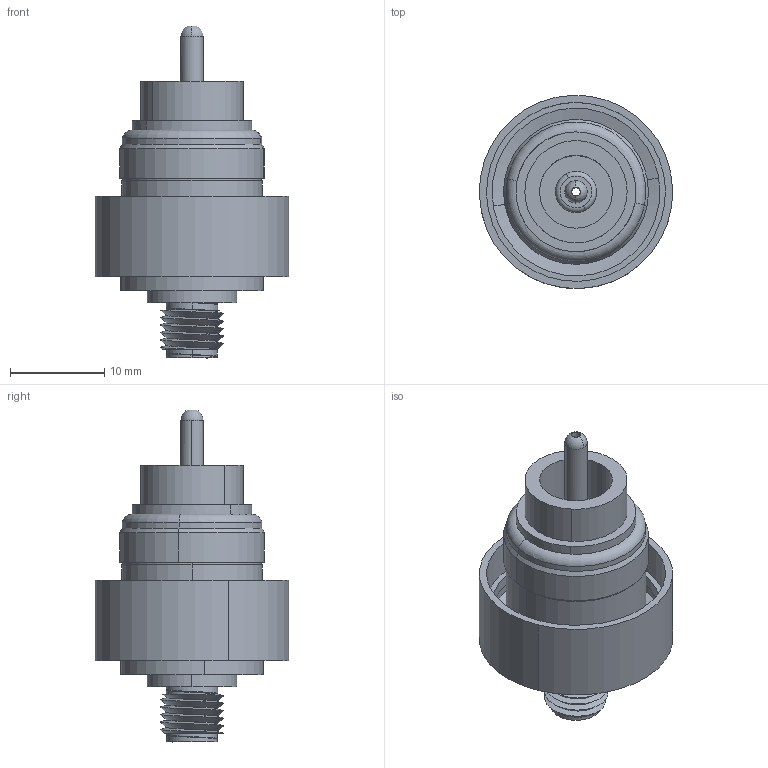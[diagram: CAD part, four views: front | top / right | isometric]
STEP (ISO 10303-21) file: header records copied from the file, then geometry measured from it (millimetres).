
FILE_DESCRIPTION (( 'STEP AP203' ), '1' );
FILE_NAME ('A1980-1-W.STEP', '2011-10-11T18:29:22', ( '' ), ( '' ), 'SwSTEP 2.0', 'SolidWorks 2011', '' );
FILE_SCHEMA (( 'CONFIG_CONTROL_DESIGN' ));
Length unit declared in the file: inch
Products named in the file (1): A1980-1-W
Bounding box: 20.49 x 20.49 x 35.2 mm (x, y, z)
Volume: 3041.3 mm3; surface area: 5241 mm2
Topology: 1 solids, 1 shells, 144 faces, 341 edges, 216 vertices
Faces by surface type: cylinder 84, plane 32, cone 18, torus 6, sphere 2, bspline 2
Entity records: 6727 total; most frequent: CARTESIAN_POINT 3339, DIRECTION 741, ORIENTED_EDGE 674, EDGE_CURVE 337, AXIS2_PLACEMENT_3D 312, VERTEX_POINT 214, CIRCLE 169, EDGE_LOOP 165
